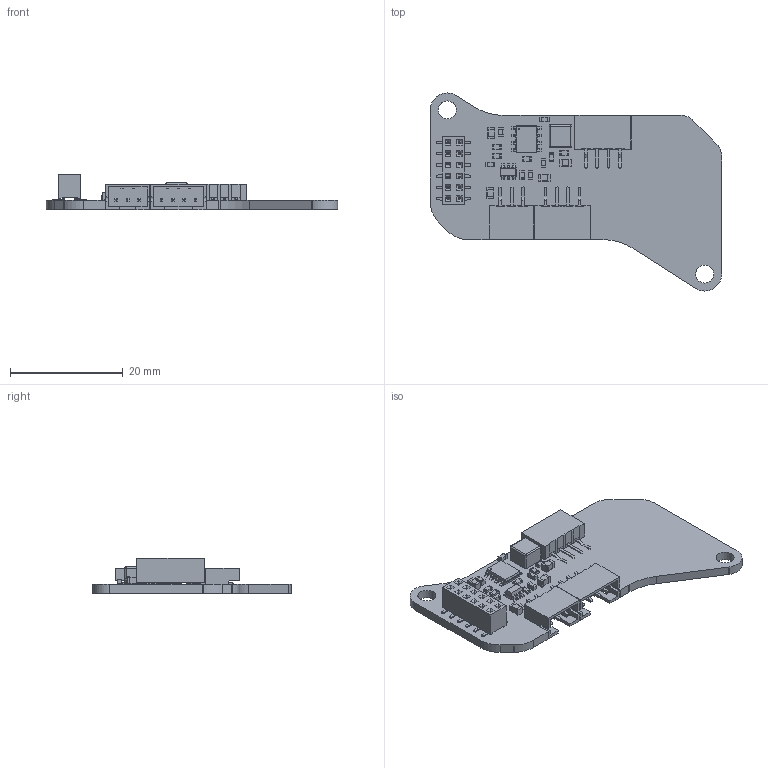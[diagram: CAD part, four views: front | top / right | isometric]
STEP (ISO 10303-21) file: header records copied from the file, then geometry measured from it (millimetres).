
FILE_DESCRIPTION(('KiCad electronic assembly'),'2;1');
FILE_NAME('SB-fan-board.step','2024-12-18T08:38:57',('Pcbnew'),('Kicad') ,'Open CASCADE STEP processor 7.7','KiCad to STEP converter','Unknown' );
FILE_SCHEMA(('AUTOMOTIVE_DESIGN { 1 0 10303 214 1 1 1 1 }'));
Length unit declared in the file: millimetre
Products named in the file (20): SB-fan-board 1; R_0603_1608Metric; L_Sunlord_SWPA4030S; CQ assembly; JST_PH_B4B-PH-K_1x04_P2.00mm_Vertical; JST_B4B_PH_K; SOT-23-6; SOT_23_6; C_0603_1608Metric; JST_PH_B3B-PH-K_1x03_P2.00mm_Vertical; JST_B3B_PH_K; C_0805_2012Metric; PinSocket_2x06_P2.00mm_Vertical_SMD; HTSOP-8-1EP_3.9x4.9mm_Pitch1.27mm; HTSOP_8_1EP_39x49mm_Pitch127mm; SB-fan-board_PCB
Assembly tree (32 placements, depth 3):
  SB-fan-board 1
    R_0603_1608Metric  x6
      R_0603_1608Metric
    L_Sunlord_SWPA4030S
      CQ assembly
    JST_PH_B4B-PH-K_1x04_P2.00mm_Vertical  x2
      JST_B4B_PH_K
    SOT-23-6
      SOT_23_6
    C_0603_1608Metric  x5
      C_0603_1608Metric
    JST_PH_B3B-PH-K_1x03_P2.00mm_Vertical
      JST_B3B_PH_K
    C_0805_2012Metric  x4
      C_0805_2012Metric
    PinSocket_2x06_P2.00mm_Vertical_SMD
      PinSocket_2x06_P2.00mm_Vertical_SMD
    HTSOP-8-1EP_3.9x4.9mm_Pitch1.27mm
      HTSOP_8_1EP_39x49mm_Pitch127mm
    SB-fan-board_PCB
Bounding box: 51.58 x 35.06 x 6.3 mm (x, y, z)
Volume: 2320.3 mm3; surface area: 4169.3 mm2
Topology: 25 solids, 25 shells, 1552 faces, 4024 edges, 2580 vertices
Faces by surface type: plane 1213, cylinder 273, bspline 62, sphere 4
Full cylindrical faces by diameter (mm): 0.2 x1, 3.2 x2
Entity records: 39485 total; most frequent: CARTESIAN_POINT 5908, ORIENTED_EDGE 5560, DIRECTION 5106, EDGE_CURVE 2780, LINE 2422, VECTOR 2422, VERTEX_POINT 1768, AXIS2_PLACEMENT_3D 1342
